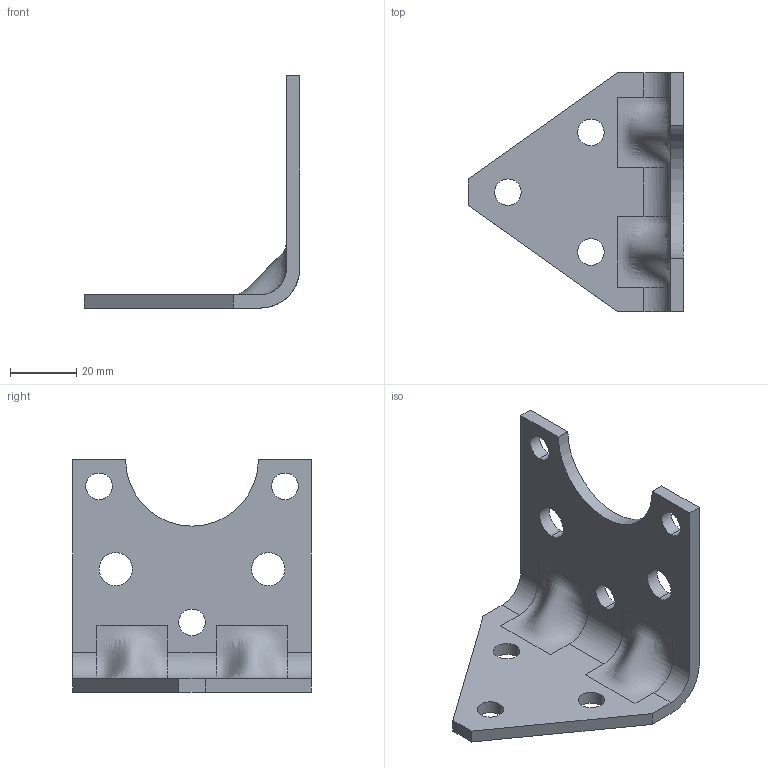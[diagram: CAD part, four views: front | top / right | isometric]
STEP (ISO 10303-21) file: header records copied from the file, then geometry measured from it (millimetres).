
FILE_DESCRIPTION(/* description */ ('STEP AP203'),/* implementation_level */ '2;1');
FILE_NAME(/* name */ 'bracket_import_optimization_geom',/* time_stamp */ '2023-02-17T13:00:13+01:00',/* author */ (' '),/* organization */ (' '),/* preprocessor_version */ 'ST-DEVELOPER v19.3',/* originating_system */ ' ',/* authorisation */ ' ');
FILE_SCHEMA (('CONFIG_CONTROL_DESIGN'));
Products named in the file (1): id2
Bounding box: 65.05 x 72 x 70.05 mm (x, y, z)
Volume: 25995.7 mm3; surface area: 15535 mm2
Topology: 1 solids, 1 shells, 38 faces, 140 edges, 104 vertices
Faces by surface type: cylinder 23, plane 11, bspline 4
Entity records: 40029 total; most frequent: CARTESIAN_POINT 38809, ORIENTED_EDGE 280, DIRECTION 210, EDGE_CURVE 140, VERTEX_POINT 104, AXIS2_PLACEMENT_3D 73, LINE 64, VECTOR 64
